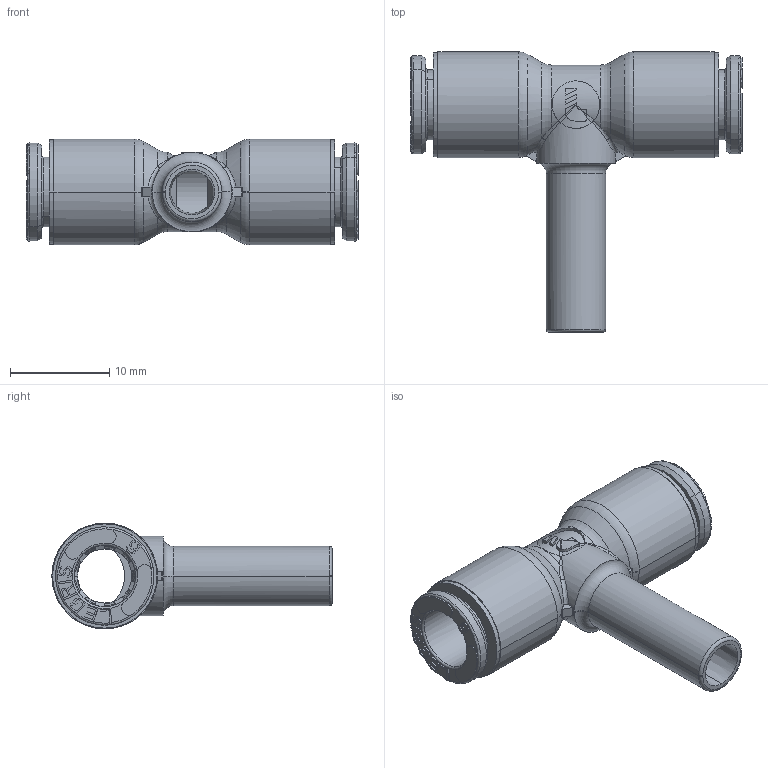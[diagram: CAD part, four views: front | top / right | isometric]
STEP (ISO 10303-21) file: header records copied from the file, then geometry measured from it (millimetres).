
FILE_DESCRIPTION(('STEP AP214'),'1');
FILE_NAME('6888_06_00.stp','2016-07-07T14:49:45',('TraceParts'),('TraceParts S.A.'),'Spatial InterOp 3D',' ',' ');
FILE_SCHEMA(('automotive_design'));
Length unit declared in the file: millimetre
Products named in the file (11): V888-06-00_ASM|Next assembly relationship#44106-64_ASM|Next assembly relationship#44106-26;44106-26; V888-06-00_ASM|Next assembly relationship#44106-64_ASM|Next assembly relationship#44106;44106; V888-06-00_ASM|Next assembly relationship#44106-64_ASM|Next assembly relationship#44106-27;44106-27; V888-06-00_ASM|Next assembly relationship#44106-64_ASM|Next assembly relationship#44126-20;44126-20; V888-06-00_ASM|Next assembly relationship#44516-17;44516-17; V888-06-00_ASM|Next assembly relationship#44106-11-10-ASM;44106-11-10-ASM
Bounding box: 33.44 x 28.23 x 10.65 mm (x, y, z)
Volume: 1719.2 mm3; surface area: 4534 mm2
Topology: 11 solids, 11 shells, 1263 faces, 3300 edges, 2085 vertices
Faces by surface type: plane 606, cylinder 209, cone 160, torus 144, bspline 140, sphere 4
Entity records: 44011 total; most frequent: CARTESIAN_POINT 13534, ORIENTED_EDGE 6592, DIRECTION 5980, EDGE_CURVE 3296, VERTEX_POINT 2085, AXIS2_PLACEMENT_3D 2049, LINE 1882, VECTOR 1882
